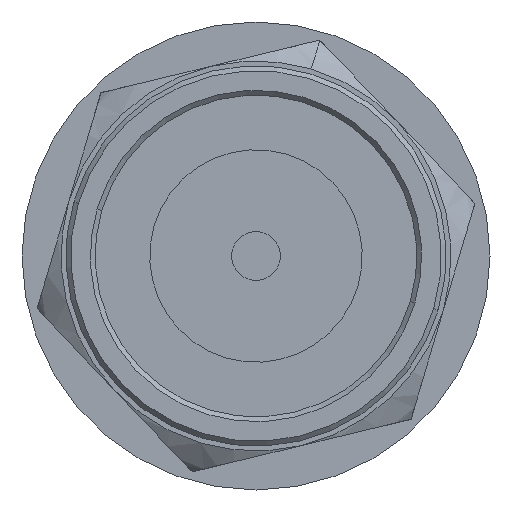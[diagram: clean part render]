
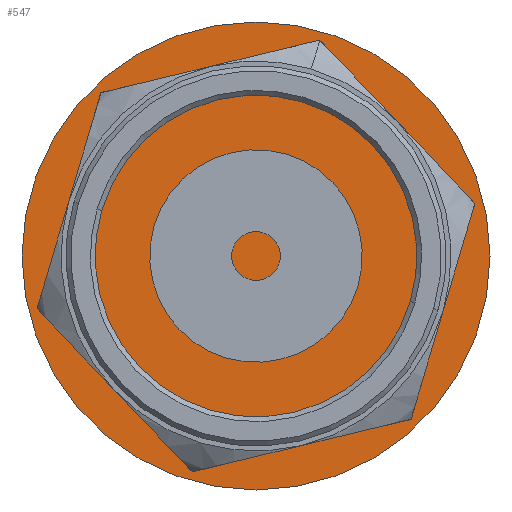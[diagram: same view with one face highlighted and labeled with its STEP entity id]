
A CAD part, front view. The second image highlights one B-rep face of the part: STEP entity #547.
In plain terms, the highlighted planar face has unit normal (0, -1, 0).
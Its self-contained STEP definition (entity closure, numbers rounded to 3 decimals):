
#2 = DIRECTION ( 'NONE',  ( 1., 0., 0. ) ) ;
#45 = EDGE_LOOP ( 'NONE', ( #1059, #981 ) ) ;
#52 = VERTEX_POINT ( 'NONE', #983 ) ;
#190 = VERTEX_POINT ( 'NONE', #1317 ) ;
#547 = ADVANCED_FACE ( 'NONE', ( #1550 ), #2346, .T. ) ;
#788 = DIRECTION ( 'NONE',  ( 0., 1., 0. ) ) ;
#807 = AXIS2_PLACEMENT_3D ( 'NONE', #1870, #891, #2 ) ;
#891 = DIRECTION ( 'NONE',  ( 0., -1., 0. ) ) ;
#981 = ORIENTED_EDGE ( 'NONE', *, *, #1764, .F. ) ;
#983 = CARTESIAN_POINT ( 'NONE',  ( -26.958, -37.42, 80. ) ) ;
#1040 = AXIS2_PLACEMENT_3D ( 'NONE', #2424, #1914, #2191 ) ;
#1059 = ORIENTED_EDGE ( 'NONE', *, *, #2343, .F. ) ;
#1317 = CARTESIAN_POINT ( 'NONE',  ( -17.358, -37.42, 80. ) ) ;
#1346 = CIRCLE ( 'NONE', #1040, 4.8 ) ;
#1528 = CIRCLE ( 'NONE', #2525, 4.8 ) ;
#1550 = FACE_OUTER_BOUND ( 'NONE', #45, .T. ) ;
#1764 = EDGE_CURVE ( 'NONE', #190, #52, #1528, .T. ) ;
#1870 = CARTESIAN_POINT ( 'NONE',  ( -22.158, -37.42, 80. ) ) ;
#1914 = DIRECTION ( 'NONE',  ( 0., 1., 0. ) ) ;
#2191 = DIRECTION ( 'NONE',  ( -1., 0., 0. ) ) ;
#2205 = DIRECTION ( 'NONE',  ( -1., 0., 0. ) ) ;
#2343 = EDGE_CURVE ( 'NONE', #52, #190, #1346, .T. ) ;
#2346 = PLANE ( 'NONE',  #807 ) ;
#2424 = CARTESIAN_POINT ( 'NONE',  ( -22.158, -37.42, 80. ) ) ;
#2435 = CARTESIAN_POINT ( 'NONE',  ( -22.158, -37.42, 80. ) ) ;
#2525 = AXIS2_PLACEMENT_3D ( 'NONE', #2435, #788, #2205 ) ;
